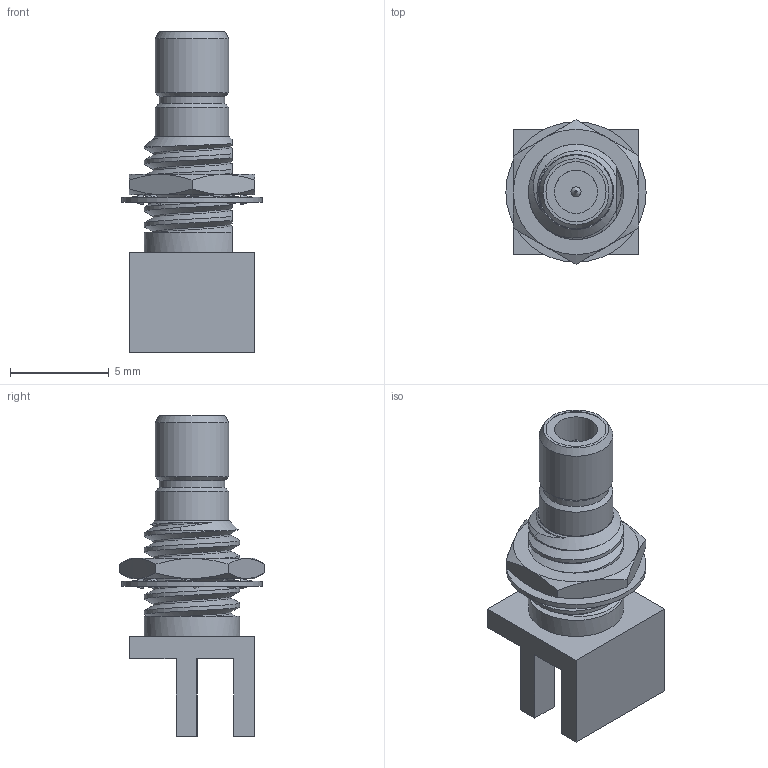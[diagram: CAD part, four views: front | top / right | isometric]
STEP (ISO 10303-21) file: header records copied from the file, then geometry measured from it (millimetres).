
FILE_DESCRIPTION (( 'STEP AP203' ), '1' );
FILE_NAME ('2467-000-G91P-023_3D.step', '2022-04-07T15:27:36', ( '' ), ( '' ), 'SwSTEP 2.0', 'SolidWorks 2021', '' );
FILE_SCHEMA (( 'CONFIG_CONTROL_DESIGN' ));
Length unit declared in the file: inch
Products named in the file (1): 2467-000-G91P-023_3D
Bounding box: 7.11 x 7.33 x 16.26 mm (x, y, z)
Volume: 242.2 mm3; surface area: 534.8 mm2
Topology: 3 solids, 3 shells, 147 faces, 367 edges, 233 vertices
Faces by surface type: plane 49, cylinder 41, bspline 37, cone 20
Full cylindrical faces by diameter (mm): 0.508 x2, 0.762 x1, 2.191 x1, 3.048 x1, 3.335 x1, 3.556 x1, 3.735 x2, 7.112 x1
Entity records: 7030 total; most frequent: CARTESIAN_POINT 3866, ORIENTED_EDGE 692, DIRECTION 527, EDGE_CURVE 346, VERTEX_POINT 228, AXIS2_PLACEMENT_3D 203, EDGE_LOOP 172, FACE_OUTER_BOUND 156
